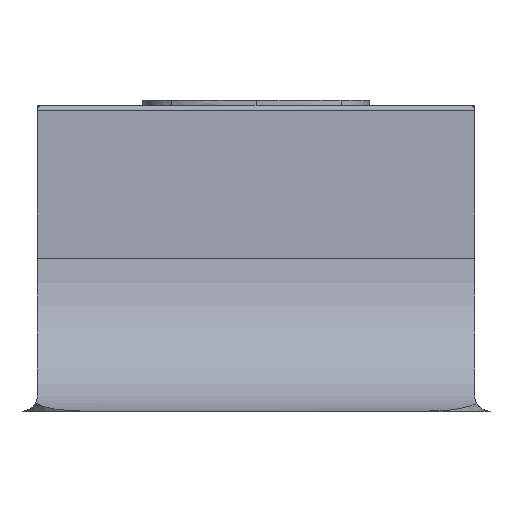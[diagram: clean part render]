
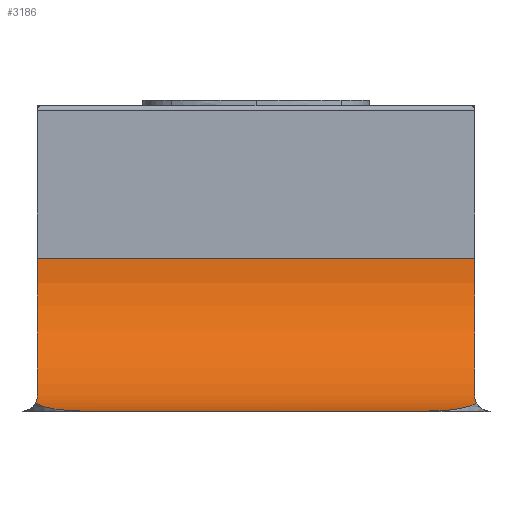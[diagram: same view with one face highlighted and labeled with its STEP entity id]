
A CAD part, left-side view. The second image highlights one B-rep face of the part: STEP entity #3186.
In plain terms, the highlighted cylindrical face has radius 0.28 mm (diameter 0.56 mm), a partial arc.
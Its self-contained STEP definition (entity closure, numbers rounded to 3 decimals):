
#3018 = VERTEX_POINT('',#3019);
#3019 = CARTESIAN_POINT('',(-1.08,0.245,0.001));
#3025 = EDGE_CURVE('',#3018,#3026,#3028,.T.);
#3026 = VERTEX_POINT('',#3027);
#3027 = CARTESIAN_POINT('',(-1.08,-0.245,0.001));
#3028 = LINE('',#3029,#3030);
#3029 = CARTESIAN_POINT('',(-1.08,0.438,0.001));
#3030 = VECTOR('',#3031,1.);
#3031 = DIRECTION('',(0.,-1.,0.));
#3116 = EDGE_CURVE('',#3026,#3117,#3119,.T.);
#3117 = VERTEX_POINT('',#3118);
#3118 = CARTESIAN_POINT('',(-0.989,-0.403,
    0.016));
#3119 = B_SPLINE_CURVE_WITH_KNOTS('',7,(#3120,#3121,#3122,#3123,#3124,
    #3125,#3126,#3127,#3128,#3129,#3130,#3131,#3132,#3133,#3134,#3135,
    #3136,#3137,#3138,#3139),.UNSPECIFIED.,.F.,.F.,(8,6,6,8),(0.,
    0.344,0.862,1.),.UNSPECIFIED.);
#3120 = CARTESIAN_POINT('',(-1.08,-0.245,0.001));
#3121 = CARTESIAN_POINT('',(-1.08,-0.261,0.001));
#3122 = CARTESIAN_POINT('',(-1.078,-0.276,
    0.001));
#3123 = CARTESIAN_POINT('',(-1.075,-0.292,
    0.001));
#3124 = CARTESIAN_POINT('',(-1.071,-0.307,
    0.001));
#3125 = CARTESIAN_POINT('',(-1.065,-0.321,
    0.001));
#3126 = CARTESIAN_POINT('',(-1.057,-0.334,
    0.002));
#3127 = CARTESIAN_POINT('',(-1.037,-0.365,
    0.004));
#3128 = CARTESIAN_POINT('',(-1.022,-0.382,
    0.006));
#3129 = CARTESIAN_POINT('',(-1.005,-0.395,
    0.01));
#3130 = CARTESIAN_POINT('',(-0.988,-0.407,
    0.015));
#3131 = CARTESIAN_POINT('',(-0.969,-0.415,
    0.023));
#3132 = CARTESIAN_POINT('',(-0.95,-0.421,
    0.032));
#3133 = CARTESIAN_POINT('',(-0.926,-0.426,
    0.047));
#3134 = CARTESIAN_POINT('',(-0.921,-0.426,
    0.05));
#3135 = CARTESIAN_POINT('',(-0.916,-0.427,
    0.054));
#3136 = CARTESIAN_POINT('',(-0.912,-0.428,
    0.057));
#3137 = CARTESIAN_POINT('',(-0.907,-0.428,
    0.061));
#3138 = CARTESIAN_POINT('',(-0.902,-0.428,0.065));
#3139 = CARTESIAN_POINT('',(-0.897,-0.428,0.069));
#3186 = ADVANCED_FACE('',(#3187),#3288,.F.);
#3187 = FACE_BOUND('',#3188,.T.);
#3188 = EDGE_LOOP('',(#3189,#3208,#3231,#3232,#3233,#3264,#3273,#3281));
#3189 = ORIENTED_EDGE('',*,*,#3190,.T.);
#3190 = EDGE_CURVE('',#3191,#3193,#3195,.T.);
#3191 = VERTEX_POINT('',#3192);
#3192 = CARTESIAN_POINT('',(-0.958,0.4,0.029));
#3193 = VERTEX_POINT('',#3194);
#3194 = CARTESIAN_POINT('',(-0.989,0.403,
    0.016));
#3195 = B_SPLINE_CURVE_WITH_KNOTS('',6,(#3196,#3197,#3198,#3199,#3200,
    #3201,#3202,#3203,#3204,#3205,#3206,#3207),.UNSPECIFIED.,.F.,.F.,(7,
    5,7),(0.,0.749,1.),.UNSPECIFIED.);
#3196 = CARTESIAN_POINT('',(-0.958,0.4,0.029));
#3197 = CARTESIAN_POINT('',(-0.969,0.4,0.023));
#3198 = CARTESIAN_POINT('',(-0.983,0.401,
    0.018));
#3199 = CARTESIAN_POINT('',(-0.997,0.404,
    0.013));
#3200 = CARTESIAN_POINT('',(-1.012,0.408,
    0.008));
#3201 = CARTESIAN_POINT('',(-1.029,0.412,
    0.005));
#3202 = CARTESIAN_POINT('',(-1.051,0.419,
    0.002));
#3203 = CARTESIAN_POINT('',(-1.057,0.421,
    0.002));
#3204 = CARTESIAN_POINT('',(-1.063,0.423,
    0.001));
#3205 = CARTESIAN_POINT('',(-1.068,0.424,
    0.001));
#3206 = CARTESIAN_POINT('',(-1.074,0.426,
    0.001));
#3207 = CARTESIAN_POINT('',(-1.08,0.428,0.001));
#3208 = ORIENTED_EDGE('',*,*,#3209,.T.);
#3209 = EDGE_CURVE('',#3193,#3018,#3210,.T.);
#3210 = B_SPLINE_CURVE_WITH_KNOTS('',7,(#3211,#3212,#3213,#3214,#3215,
    #3216,#3217,#3218,#3219,#3220,#3221,#3222,#3223,#3224,#3225,#3226,
    #3227,#3228,#3229,#3230),.UNSPECIFIED.,.F.,.F.,(8,6,6,8),(0.,
    0.138,0.656,1.),.UNSPECIFIED.);
#3211 = CARTESIAN_POINT('',(-0.897,0.428,0.069));
#3212 = CARTESIAN_POINT('',(-0.902,0.428,0.065));
#3213 = CARTESIAN_POINT('',(-0.907,0.428,
    0.061));
#3214 = CARTESIAN_POINT('',(-0.912,0.428,
    0.057));
#3215 = CARTESIAN_POINT('',(-0.916,0.427,
    0.054));
#3216 = CARTESIAN_POINT('',(-0.921,0.426,
    0.05));
#3217 = CARTESIAN_POINT('',(-0.926,0.426,
    0.047));
#3218 = CARTESIAN_POINT('',(-0.95,0.421,
    0.032));
#3219 = CARTESIAN_POINT('',(-0.969,0.415,
    0.023));
#3220 = CARTESIAN_POINT('',(-0.988,0.407,
    0.015));
#3221 = CARTESIAN_POINT('',(-1.005,0.395,
    0.01));
#3222 = CARTESIAN_POINT('',(-1.022,0.382,
    0.006));
#3223 = CARTESIAN_POINT('',(-1.037,0.365,
    0.004));
#3224 = CARTESIAN_POINT('',(-1.057,0.334,
    0.002));
#3225 = CARTESIAN_POINT('',(-1.065,0.321,
    0.001));
#3226 = CARTESIAN_POINT('',(-1.071,0.307,
    0.001));
#3227 = CARTESIAN_POINT('',(-1.075,0.292,
    0.001));
#3228 = CARTESIAN_POINT('',(-1.078,0.276,
    0.001));
#3229 = CARTESIAN_POINT('',(-1.08,0.261,
    0.001));
#3230 = CARTESIAN_POINT('',(-1.08,0.245,0.001));
#3231 = ORIENTED_EDGE('',*,*,#3025,.T.);
#3232 = ORIENTED_EDGE('',*,*,#3116,.T.);
#3233 = ORIENTED_EDGE('',*,*,#3234,.T.);
#3234 = EDGE_CURVE('',#3117,#3235,#3237,.T.);
#3235 = VERTEX_POINT('',#3236);
#3236 = CARTESIAN_POINT('',(-0.958,-0.4,0.029));
#3237 = B_SPLINE_CURVE_WITH_KNOTS('',5,(#3238,#3239,#3240,#3241,#3242,
    #3243,#3244,#3245,#3246,#3247,#3248,#3249,#3250,#3251,#3252,#3253,
    #3254,#3255,#3256,#3257,#3258,#3259,#3260,#3261,#3262,#3263),
  .UNSPECIFIED.,.F.,.F.,(6,4,4,4,4,4,6),(0.,0.,
    0.,0.,0.,
    0.621,1.),.UNSPECIFIED.);
#3238 = CARTESIAN_POINT('',(-1.08,-0.428,0.001));
#3239 = CARTESIAN_POINT('',(-1.08,-0.428,
    0.001));
#3240 = CARTESIAN_POINT('',(-1.08,-0.428,
    0.001));
#3241 = CARTESIAN_POINT('',(-1.08,-0.428,
    0.001));
#3242 = CARTESIAN_POINT('',(-1.08,-0.428,
    0.001));
#3243 = CARTESIAN_POINT('',(-1.08,-0.428,
    0.001));
#3244 = CARTESIAN_POINT('',(-1.08,-0.428,
    0.001));
#3245 = CARTESIAN_POINT('',(-1.08,-0.428,
    0.001));
#3246 = CARTESIAN_POINT('',(-1.08,-0.428,
    0.001));
#3247 = CARTESIAN_POINT('',(-1.08,-0.428,
    0.001));
#3248 = CARTESIAN_POINT('',(-1.08,-0.428,
    0.001));
#3249 = CARTESIAN_POINT('',(-1.08,-0.428,
    0.001));
#3250 = CARTESIAN_POINT('',(-1.08,-0.428,
    0.001));
#3251 = CARTESIAN_POINT('',(-1.08,-0.428,
    0.001));
#3252 = CARTESIAN_POINT('',(-1.08,-0.428,
    0.001));
#3253 = CARTESIAN_POINT('',(-1.08,-0.428,
    0.001));
#3254 = CARTESIAN_POINT('',(-1.08,-0.428,
    0.001));
#3255 = CARTESIAN_POINT('',(-1.063,-0.423,
    0.001));
#3256 = CARTESIAN_POINT('',(-1.046,-0.417,
    0.002));
#3257 = CARTESIAN_POINT('',(-1.029,-0.412,
    0.005));
#3258 = CARTESIAN_POINT('',(-1.013,-0.408,
    0.009));
#3259 = CARTESIAN_POINT('',(-0.989,-0.403,
    0.016));
#3260 = CARTESIAN_POINT('',(-0.981,-0.402,
    0.019));
#3261 = CARTESIAN_POINT('',(-0.973,-0.401,
    0.022));
#3262 = CARTESIAN_POINT('',(-0.965,-0.4,
    0.026));
#3263 = CARTESIAN_POINT('',(-0.958,-0.4,0.029));
#3264 = ORIENTED_EDGE('',*,*,#3265,.F.);
#3265 = EDGE_CURVE('',#3266,#3235,#3268,.T.);
#3266 = VERTEX_POINT('',#3267);
#3267 = CARTESIAN_POINT('',(-0.8,-0.4,0.281));
#3268 = CIRCLE('',#3269,0.28);
#3269 = AXIS2_PLACEMENT_3D('',#3270,#3271,#3272);
#3270 = CARTESIAN_POINT('',(-1.08,-0.4,0.281));
#3271 = DIRECTION('',(0.,1.,0.));
#3272 = DIRECTION('',(1.,0.,0.));
#3273 = ORIENTED_EDGE('',*,*,#3274,.F.);
#3274 = EDGE_CURVE('',#3275,#3266,#3277,.T.);
#3275 = VERTEX_POINT('',#3276);
#3276 = CARTESIAN_POINT('',(-0.8,0.4,0.281));
#3277 = LINE('',#3278,#3279);
#3278 = CARTESIAN_POINT('',(-0.8,0.438,0.281));
#3279 = VECTOR('',#3280,1.);
#3280 = DIRECTION('',(0.,-1.,0.));
#3281 = ORIENTED_EDGE('',*,*,#3282,.T.);
#3282 = EDGE_CURVE('',#3275,#3191,#3283,.T.);
#3283 = CIRCLE('',#3284,0.28);
#3284 = AXIS2_PLACEMENT_3D('',#3285,#3286,#3287);
#3285 = CARTESIAN_POINT('',(-1.08,0.4,0.281));
#3286 = DIRECTION('',(0.,1.,0.));
#3287 = DIRECTION('',(1.,0.,0.));
#3288 = CYLINDRICAL_SURFACE('',#3289,0.28);
#3289 = AXIS2_PLACEMENT_3D('',#3290,#3291,#3292);
#3290 = CARTESIAN_POINT('',(-1.08,0.438,0.281));
#3291 = DIRECTION('',(0.,1.,0.));
#3292 = DIRECTION('',(1.,0.,0.));
